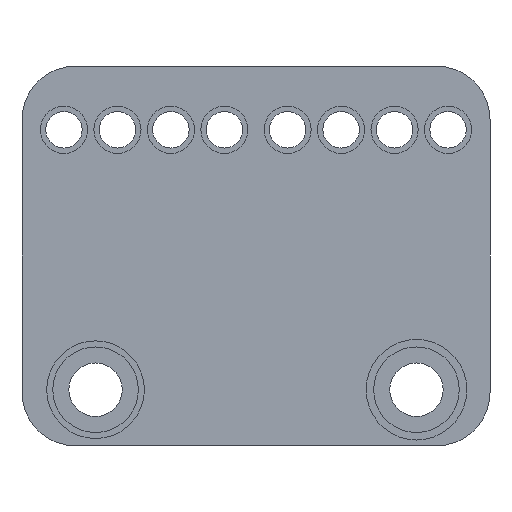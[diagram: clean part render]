
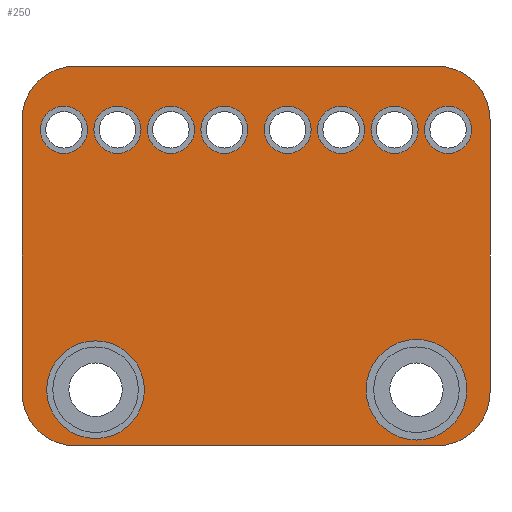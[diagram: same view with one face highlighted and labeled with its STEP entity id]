
A CAD part, front view. The second image highlights one B-rep face of the part: STEP entity #250.
In plain terms, the highlighted planar face has unit normal (0, -1, 0).
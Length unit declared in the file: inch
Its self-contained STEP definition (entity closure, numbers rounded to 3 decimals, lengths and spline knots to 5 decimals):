
#65=CARTESIAN_POINT('',(0.3375,0.,0.255));
#66=DIRECTION('',(0.,1.,0.));
#67=DIRECTION('',(0.,0.,1.));
#68=AXIS2_PLACEMENT_3D('',#65,#66,#67);
#69=PLANE('',#68);
#70=CARTESIAN_POINT('',(-0.3,0.,-0.15869));
#71=VERTEX_POINT('',#70);
#72=CARTESIAN_POINT('',(-0.3,0.,-0.25));
#73=DIRECTION('',(-0.,-1.,-0.));
#74=DIRECTION('',(0.,-0.,1.));
#75=AXIS2_PLACEMENT_3D('',#72,#73,#74);
#76=CIRCLE('',#75,0.09131);
#77=EDGE_CURVE('',#71,#71,#76,.T.);
#78=ORIENTED_EDGE('',*,*,#77,.F.);
#79=EDGE_LOOP('',(#78));
#80=FACE_BOUND('',#79,.T.);
#81=CARTESIAN_POINT('',(0.15907,0.,0.28));
#82=VERTEX_POINT('',#81);
#83=CARTESIAN_POINT('',(0.15907,0.,0.23593));
#84=DIRECTION('',(-0.,-1.,-0.));
#85=DIRECTION('',(0.,-0.,1.));
#86=AXIS2_PLACEMENT_3D('',#83,#84,#85);
#87=CIRCLE('',#86,0.04407);
#88=EDGE_CURVE('',#82,#82,#87,.T.);
#89=ORIENTED_EDGE('',*,*,#88,.F.);
#90=EDGE_LOOP('',(#89));
#91=FACE_BOUND('',#90,.T.);
#92=CARTESIAN_POINT('',(-0.15907,0.,0.28));
#93=VERTEX_POINT('',#92);
#94=CARTESIAN_POINT('',(-0.15907,0.,0.23593));
#95=DIRECTION('',(-0.,-1.,-0.));
#96=DIRECTION('',(0.,-0.,1.));
#97=AXIS2_PLACEMENT_3D('',#94,#95,#96);
#98=CIRCLE('',#97,0.04407);
#99=EDGE_CURVE('',#93,#93,#98,.T.);
#100=ORIENTED_EDGE('',*,*,#99,.F.);
#101=EDGE_LOOP('',(#100));
#102=FACE_BOUND('',#101,.T.);
#103=CARTESIAN_POINT('',(-0.35907,0.,0.28));
#104=VERTEX_POINT('',#103);
#105=CARTESIAN_POINT('',(-0.35907,0.,0.23593));
#106=DIRECTION('',(-0.,-1.,-0.));
#107=DIRECTION('',(0.,-0.,1.));
#108=AXIS2_PLACEMENT_3D('',#105,#106,#107);
#109=CIRCLE('',#108,0.04407);
#110=EDGE_CURVE('',#104,#104,#109,.T.);
#111=ORIENTED_EDGE('',*,*,#110,.F.);
#112=EDGE_LOOP('',(#111));
#113=FACE_BOUND('',#112,.T.);
#114=CARTESIAN_POINT('',(-0.05907,0.,0.28));
#115=VERTEX_POINT('',#114);
#116=CARTESIAN_POINT('',(-0.05907,0.,0.23593));
#117=DIRECTION('',(-0.,-1.,-0.));
#118=DIRECTION('',(0.,-0.,1.));
#119=AXIS2_PLACEMENT_3D('',#116,#117,#118);
#120=CIRCLE('',#119,0.04407);
#121=EDGE_CURVE('',#115,#115,#120,.T.);
#122=ORIENTED_EDGE('',*,*,#121,.F.);
#123=EDGE_LOOP('',(#122));
#124=FACE_BOUND('',#123,.T.);
#125=CARTESIAN_POINT('',(0.3375,0.,0.355));
#126=VERTEX_POINT('',#125);
#127=CARTESIAN_POINT('',(0.4375,0.,0.255));
#128=VERTEX_POINT('',#127);
#129=CARTESIAN_POINT('',(0.3375,0.,0.255));
#130=DIRECTION('',(0.,1.,0.));
#131=DIRECTION('',(0.,-0.,1.));
#132=AXIS2_PLACEMENT_3D('',#129,#130,#131);
#133=CIRCLE('',#132,0.1);
#134=EDGE_CURVE('',#126,#128,#133,.T.);
#135=ORIENTED_EDGE('',*,*,#134,.F.);
#136=CARTESIAN_POINT('',(-0.3375,0.,0.355));
#137=VERTEX_POINT('',#136);
#138=CARTESIAN_POINT('',(-0.3375,0.,0.355));
#139=DIRECTION('',(1.,0.,-0.));
#140=VECTOR('',#139,0.675);
#141=LINE('',#138,#140);
#142=EDGE_CURVE('',#137,#126,#141,.T.);
#143=ORIENTED_EDGE('',*,*,#142,.F.);
#144=CARTESIAN_POINT('',(-0.4375,0.,0.255));
#145=VERTEX_POINT('',#144);
#146=CARTESIAN_POINT('',(-0.3375,0.,0.255));
#147=DIRECTION('',(0.,1.,0.));
#148=DIRECTION('',(0.,0.,-1.));
#149=AXIS2_PLACEMENT_3D('',#146,#147,#148);
#150=CIRCLE('',#149,0.1);
#151=EDGE_CURVE('',#145,#137,#150,.T.);
#152=ORIENTED_EDGE('',*,*,#151,.F.);
#153=CARTESIAN_POINT('',(-0.4375,0.,-0.255));
#154=VERTEX_POINT('',#153);
#155=CARTESIAN_POINT('',(-0.4375,0.,-0.255));
#156=DIRECTION('',(0.,0.,1.));
#157=VECTOR('',#156,0.51);
#158=LINE('',#155,#157);
#159=EDGE_CURVE('',#154,#145,#158,.T.);
#160=ORIENTED_EDGE('',*,*,#159,.F.);
#161=CARTESIAN_POINT('',(-0.3375,0.,-0.355));
#162=VERTEX_POINT('',#161);
#163=CARTESIAN_POINT('',(-0.3375,0.,-0.255));
#164=DIRECTION('',(0.,1.,0.));
#165=DIRECTION('',(0.,-0.,1.));
#166=AXIS2_PLACEMENT_3D('',#163,#164,#165);
#167=CIRCLE('',#166,0.1);
#168=EDGE_CURVE('',#162,#154,#167,.T.);
#169=ORIENTED_EDGE('',*,*,#168,.F.);
#170=CARTESIAN_POINT('',(0.3375,0.,-0.355));
#171=VERTEX_POINT('',#170);
#172=CARTESIAN_POINT('',(0.3375,0.,-0.355));
#173=DIRECTION('',(-1.,0.,0.));
#174=VECTOR('',#173,0.675);
#175=LINE('',#172,#174);
#176=EDGE_CURVE('',#171,#162,#175,.T.);
#177=ORIENTED_EDGE('',*,*,#176,.F.);
#178=CARTESIAN_POINT('',(0.4375,0.,-0.255));
#179=VERTEX_POINT('',#178);
#180=CARTESIAN_POINT('',(0.3375,0.,-0.255));
#181=DIRECTION('',(0.,1.,0.));
#182=DIRECTION('',(0.,-0.,1.));
#183=AXIS2_PLACEMENT_3D('',#180,#181,#182);
#184=CIRCLE('',#183,0.1);
#185=EDGE_CURVE('',#179,#171,#184,.T.);
#186=ORIENTED_EDGE('',*,*,#185,.F.);
#187=CARTESIAN_POINT('',(0.4375,0.,0.255));
#188=DIRECTION('',(0.,0.,-1.));
#189=VECTOR('',#188,0.51);
#190=LINE('',#187,#189);
#191=EDGE_CURVE('',#128,#179,#190,.T.);
#192=ORIENTED_EDGE('',*,*,#191,.F.);
#193=EDGE_LOOP('',(#135,#143,#152,#160,#169,#177,#186,#192));
#194=FACE_BOUND('',#193,.T.);
#195=CARTESIAN_POINT('',(0.35907,0.,0.28));
#196=VERTEX_POINT('',#195);
#197=CARTESIAN_POINT('',(0.35907,0.,0.23593));
#198=DIRECTION('',(-0.,-1.,-0.));
#199=DIRECTION('',(0.,-0.,1.));
#200=AXIS2_PLACEMENT_3D('',#197,#198,#199);
#201=CIRCLE('',#200,0.04407);
#202=EDGE_CURVE('',#196,#196,#201,.T.);
#203=ORIENTED_EDGE('',*,*,#202,.F.);
#204=EDGE_LOOP('',(#203));
#205=FACE_BOUND('',#204,.T.);
#206=CARTESIAN_POINT('',(-0.25907,0.,0.28));
#207=VERTEX_POINT('',#206);
#208=CARTESIAN_POINT('',(-0.25907,0.,0.23593));
#209=DIRECTION('',(-0.,-1.,-0.));
#210=DIRECTION('',(0.,-0.,1.));
#211=AXIS2_PLACEMENT_3D('',#208,#209,#210);
#212=CIRCLE('',#211,0.04407);
#213=EDGE_CURVE('',#207,#207,#212,.T.);
#214=ORIENTED_EDGE('',*,*,#213,.F.);
#215=EDGE_LOOP('',(#214));
#216=FACE_BOUND('',#215,.T.);
#217=CARTESIAN_POINT('',(0.05907,0.,0.28));
#218=VERTEX_POINT('',#217);
#219=CARTESIAN_POINT('',(0.05907,0.,0.23593));
#220=DIRECTION('',(-0.,-1.,-0.));
#221=DIRECTION('',(0.,-0.,1.));
#222=AXIS2_PLACEMENT_3D('',#219,#220,#221);
#223=CIRCLE('',#222,0.04407);
#224=EDGE_CURVE('',#218,#218,#223,.T.);
#225=ORIENTED_EDGE('',*,*,#224,.F.);
#226=EDGE_LOOP('',(#225));
#227=FACE_BOUND('',#226,.T.);
#228=CARTESIAN_POINT('',(0.25907,0.,0.28));
#229=VERTEX_POINT('',#228);
#230=CARTESIAN_POINT('',(0.25907,0.,0.23593));
#231=DIRECTION('',(-0.,-1.,-0.));
#232=DIRECTION('',(0.,-0.,1.));
#233=AXIS2_PLACEMENT_3D('',#230,#231,#232);
#234=CIRCLE('',#233,0.04407);
#235=EDGE_CURVE('',#229,#229,#234,.T.);
#236=ORIENTED_EDGE('',*,*,#235,.F.);
#237=EDGE_LOOP('',(#236));
#238=FACE_BOUND('',#237,.T.);
#239=CARTESIAN_POINT('',(0.3,0.,-0.15591));
#240=VERTEX_POINT('',#239);
#241=CARTESIAN_POINT('',(0.3,0.,-0.25));
#242=DIRECTION('',(-0.,-1.,-0.));
#243=DIRECTION('',(0.,-0.,1.));
#244=AXIS2_PLACEMENT_3D('',#241,#242,#243);
#245=CIRCLE('',#244,0.09409);
#246=EDGE_CURVE('',#240,#240,#245,.T.);
#247=ORIENTED_EDGE('',*,*,#246,.F.);
#248=EDGE_LOOP('',(#247));
#249=FACE_BOUND('',#248,.T.);
#250=ADVANCED_FACE('',(#80,#91,#102,#113,#124,#194,#205,#216,#227,#238,#249),#69,.F.);
